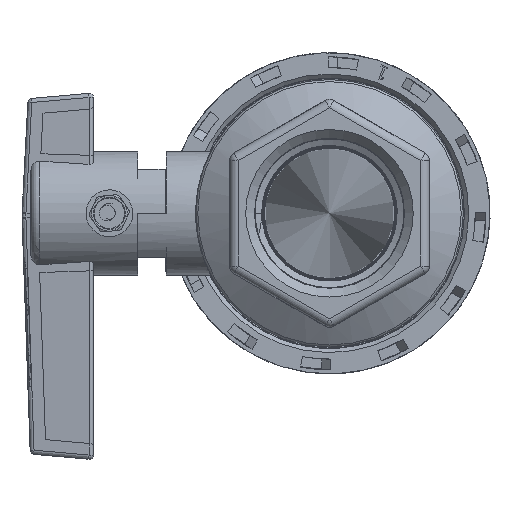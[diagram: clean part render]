
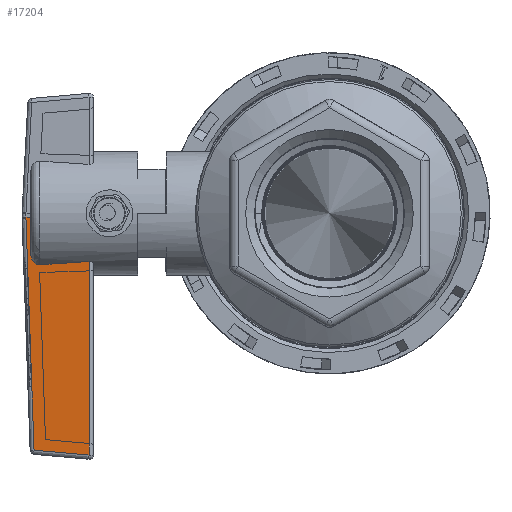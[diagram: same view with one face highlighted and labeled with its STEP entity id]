
A CAD part, left-side view. The second image highlights one B-rep face of the part: STEP entity #17204.
In plain terms, the highlighted face is planar.
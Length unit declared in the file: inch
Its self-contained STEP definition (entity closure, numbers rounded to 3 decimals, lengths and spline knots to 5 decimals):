
#704=PLANE('',#18924);
#991=ELLIPSE('',#18882,4.99107,0.435);
#1007=ELLIPSE('',#18925,0.47187,0.47);
#2718=FACE_OUTER_BOUND('',#3746,.T.);
#3746=EDGE_LOOP('',(#15434,#15435,#15436,#15437,#15438,#15439,#15440,#15441));
#4288=B_SPLINE_CURVE_WITH_KNOTS('',3,(#38763,#38764,#38765,#38766,#38767,
#38768,#38769,#38770,#38771,#38772),.UNSPECIFIED.,.F.,.F.,(4,2,2,2,4),(0.,
0.05576,0.11605,0.17793,0.25221),
 .UNSPECIFIED.);
#5451=LINE('',#39013,#6703);
#5452=LINE('',#39015,#6704);
#5453=LINE('',#39017,#6705);
#5454=LINE('',#39021,#6706);
#5455=LINE('',#39022,#6707);
#6703=VECTOR('',#22675,0.3937);
#6704=VECTOR('',#22676,0.3937);
#6705=VECTOR('',#22677,0.3937);
#6706=VECTOR('',#22680,0.3937);
#6707=VECTOR('',#22681,0.3937);
#8322=VERTEX_POINT('',#38761);
#8323=VERTEX_POINT('',#38762);
#8326=VERTEX_POINT('',#38788);
#8373=VERTEX_POINT('',#39012);
#8374=VERTEX_POINT('',#39014);
#8375=VERTEX_POINT('',#39016);
#8376=VERTEX_POINT('',#39018);
#8377=VERTEX_POINT('',#39020);
#10715=EDGE_CURVE('',#8322,#8323,#4288,.F.);
#10719=EDGE_CURVE('',#8326,#8323,#991,.T.);
#10780=EDGE_CURVE('',#8326,#8373,#5451,.T.);
#10781=EDGE_CURVE('',#8322,#8374,#5452,.T.);
#10782=EDGE_CURVE('',#8375,#8374,#5453,.T.);
#10783=EDGE_CURVE('',#8376,#8375,#1007,.T.);
#10784=EDGE_CURVE('',#8377,#8376,#5454,.T.);
#10785=EDGE_CURVE('',#8373,#8377,#5455,.T.);
#15434=ORIENTED_EDGE('',*,*,#10780,.F.);
#15435=ORIENTED_EDGE('',*,*,#10719,.T.);
#15436=ORIENTED_EDGE('',*,*,#10715,.F.);
#15437=ORIENTED_EDGE('',*,*,#10781,.T.);
#15438=ORIENTED_EDGE('',*,*,#10782,.F.);
#15439=ORIENTED_EDGE('',*,*,#10783,.F.);
#15440=ORIENTED_EDGE('',*,*,#10784,.F.);
#15441=ORIENTED_EDGE('',*,*,#10785,.F.);
#17204=ADVANCED_FACE('',(#2718),#704,.T.);
#18882=AXIS2_PLACEMENT_3D('',#38789,#22569,#22570);
#18924=AXIS2_PLACEMENT_3D('',#39011,#22673,#22674);
#18925=AXIS2_PLACEMENT_3D('',#39019,#22678,#22679);
#22569=DIRECTION('center_axis',(0.017,-0.087,-0.996));
#22570=DIRECTION('ref_axis',(-0.002,-0.996,0.087));
#22673=DIRECTION('center_axis',(-0.017,0.087,0.996));
#22674=DIRECTION('ref_axis',(1.,0.,0.017));
#22675=DIRECTION('',(-1.,0.,-0.017));
#22676=DIRECTION('',(1.,0.,0.017));
#22677=DIRECTION('',(0.001,-0.996,0.087));
#22678=DIRECTION('center_axis',(0.017,-0.087,-0.996));
#22679=DIRECTION('ref_axis',(-0.195,0.977,-0.089));
#22680=DIRECTION('',(0.999,0.035,0.014));
#22681=DIRECTION('',(0.087,0.993,-0.085));
#38761=CARTESIAN_POINT('',(-0.28849,0.44,0.23958));
#38762=CARTESIAN_POINT('',(-0.36041,0.38,0.24358));
#38763=CARTESIAN_POINT('Ctrl Pts',(-0.36041,0.38,0.24358));
#38764=CARTESIAN_POINT('Ctrl Pts',(-0.36085,0.38728,
0.24293));
#38765=CARTESIAN_POINT('Ctrl Pts',(-0.35929,0.39589,
0.24221));
#38766=CARTESIAN_POINT('Ctrl Pts',(-0.35322,0.40981,
0.24109));
#38767=CARTESIAN_POINT('Ctrl Pts',(-0.34742,0.4173,
0.24054));
#38768=CARTESIAN_POINT('Ctrl Pts',(-0.33522,0.42768,
0.23984));
#38769=CARTESIAN_POINT('Ctrl Pts',(-0.32667,0.43235,
0.23959));
#38770=CARTESIAN_POINT('Ctrl Pts',(-0.3098,0.43826,
0.23936));
#38771=CARTESIAN_POINT('Ctrl Pts',(-0.29824,0.44,0.23941));
#38772=CARTESIAN_POINT('Ctrl Pts',(-0.28849,0.44,0.23958));
#38788=CARTESIAN_POINT('',(-0.33756,0.03261,0.27437));
#38789=CARTESIAN_POINT('Origin',(0.,3.23557,
0.));
#39011=CARTESIAN_POINT('Origin',(-0.013,0.,0.28289));
#39012=CARTESIAN_POINT('',(-1.6933,0.03261,0.25071));
#39013=CARTESIAN_POINT('',(-0.22943,0.03261,0.27626));
#39014=CARTESIAN_POINT('',(-0.02638,0.44,0.24416));
#39015=CARTESIAN_POINT('',(-0.0083,0.44,0.24447));
#39016=CARTESIAN_POINT('',(-0.0264,0.47459,0.24113));
#39017=CARTESIAN_POINT('',(-0.02604,0.00094,0.28258));
#39018=CARTESIAN_POINT('',(-0.03468,0.47437,0.24101));
#39019=CARTESIAN_POINT('Origin',(-0.01827,0.00466,
0.28239));
#39020=CARTESIAN_POINT('',(-1.65962,0.41763,0.21761));
#39021=CARTESIAN_POINT('',(-0.8589,0.44559,0.22914));
#39022=CARTESIAN_POINT('',(-1.69003,0.07005,0.24749));
